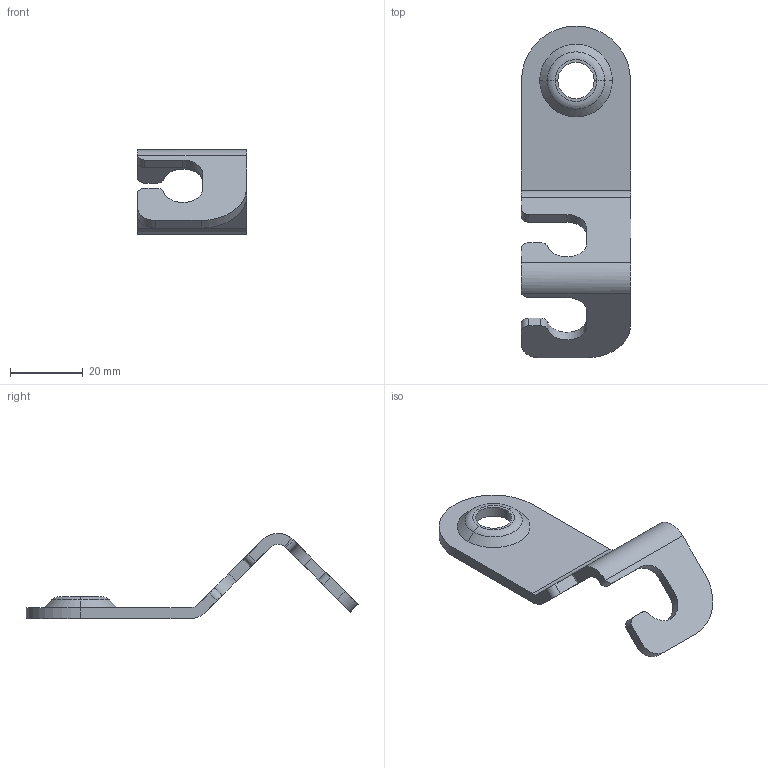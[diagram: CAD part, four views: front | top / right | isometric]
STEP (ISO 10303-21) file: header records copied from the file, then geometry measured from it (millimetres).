
FILE_DESCRIPTION(('STEP AP214'),'1');
FILE_NAME('___ELAN-CITE_CDS_blocage tubes-200003_VERSION 3_1.stp','2021-04-20T19:45:06',('francois charron'),('EXA Design'),'Spatial InterOp 3D',' ',' ');
FILE_SCHEMA(('AUTOMOTIVE_DESIGN { 1 0 10303 214 1 1 1 1 }'));
Length unit declared in the file: inch
Products named in the file (1): ELAN-CITE_CDS_blocage tubes-200003_VERSION 3
Bounding box: 30 x 91.3 x 23.42 mm (x, y, z)
Volume: 7618.7 mm3; surface area: 6154 mm2
Topology: 1 solids, 1 shells, 48 faces, 125 edges, 80 vertices
Faces by surface type: cylinder 19, plane 18, cone 6, torus 4, bspline 1
Entity records: 1910 total; most frequent: CARTESIAN_POINT 275, DIRECTION 273, ORIENTED_EDGE 250, EDGE_CURVE 125, AXIS2_PLACEMENT_3D 102, VERTEX_POINT 80, LINE 69, VECTOR 69
